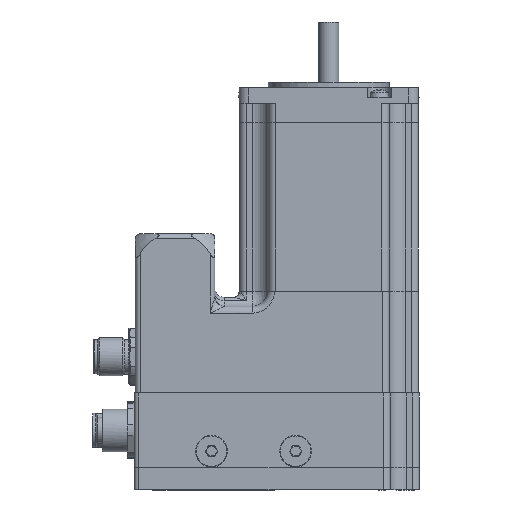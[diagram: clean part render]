
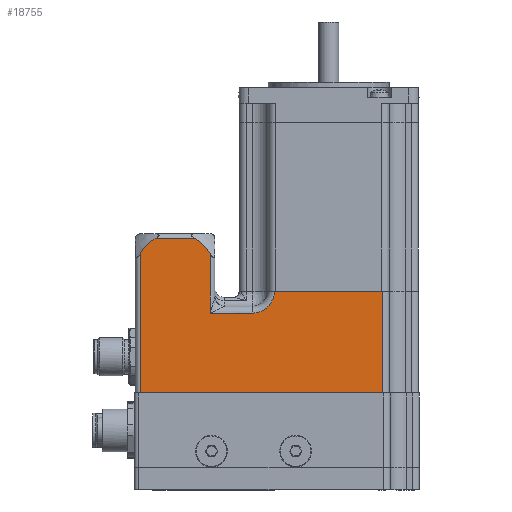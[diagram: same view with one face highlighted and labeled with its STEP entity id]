
A CAD part, left-side view. The second image highlights one B-rep face of the part: STEP entity #18755.
In plain terms, the highlighted planar face has unit normal (-1, 0, 0).
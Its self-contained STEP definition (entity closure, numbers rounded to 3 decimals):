
#915=LINE('',#29247,#2324);
#916=LINE('',#29272,#2325);
#917=LINE('',#29324,#2326);
#926=LINE('',#29651,#2335);
#935=LINE('',#29674,#2344);
#936=LINE('',#29676,#2345);
#937=LINE('',#29678,#2346);
#2324=VECTOR('',#23087,43.809);
#2325=VECTOR('',#23094,12.619);
#2326=VECTOR('',#23101,18.726);
#2335=VECTOR('',#23154,13.3);
#2344=VECTOR('',#23173,76.1);
#2345=VECTOR('',#23174,32.);
#2346=VECTOR('',#23175,33.883);
#4018=FACE_OUTER_BOUND('',#4992,.T.);
#4992=EDGE_LOOP('',(#13274,#13275,#13276,#13277,#13278,#13279,#13280,#13281,
#13282,#13283));
#6061=CIRCLE('',#20100,12.);
#6062=CIRCLE('',#20103,12.);
#6076=CIRCLE('',#20132,6.917);
#7441=VERTEX_POINT('',#29227);
#7442=VERTEX_POINT('',#29245);
#7443=VERTEX_POINT('',#29249);
#7444=VERTEX_POINT('',#29271);
#7445=VERTEX_POINT('',#29293);
#7446=VERTEX_POINT('',#29313);
#7462=VERTEX_POINT('',#29650);
#7471=VERTEX_POINT('',#29673);
#7472=VERTEX_POINT('',#29675);
#7473=VERTEX_POINT('',#29677);
#9680=EDGE_CURVE('',#7442,#7441,#915,.T.);
#9682=EDGE_CURVE('',#7441,#7443,#6061,.T.);
#9683=EDGE_CURVE('',#7443,#7444,#916,.T.);
#9686=EDGE_CURVE('',#7444,#7445,#6062,.T.);
#9688=EDGE_CURVE('',#7445,#7446,#917,.T.);
#9717=EDGE_CURVE('',#7446,#7462,#926,.T.);
#9728=EDGE_CURVE('',#7471,#7442,#935,.T.);
#9729=EDGE_CURVE('',#7472,#7471,#936,.T.);
#9730=EDGE_CURVE('',#7473,#7472,#937,.T.);
#9731=EDGE_CURVE('',#7462,#7473,#6076,.T.);
#13274=ORIENTED_EDGE('',*,*,#9688,.F.);
#13275=ORIENTED_EDGE('',*,*,#9686,.F.);
#13276=ORIENTED_EDGE('',*,*,#9683,.F.);
#13277=ORIENTED_EDGE('',*,*,#9682,.F.);
#13278=ORIENTED_EDGE('',*,*,#9680,.F.);
#13279=ORIENTED_EDGE('',*,*,#9728,.F.);
#13280=ORIENTED_EDGE('',*,*,#9729,.F.);
#13281=ORIENTED_EDGE('',*,*,#9730,.F.);
#13282=ORIENTED_EDGE('',*,*,#9731,.F.);
#13283=ORIENTED_EDGE('',*,*,#9717,.F.);
#17224=PLANE('',#20131);
#18755=ADVANCED_FACE('',(#4018),#17224,.T.);
#20100=AXIS2_PLACEMENT_3D('',#29269,#23090,#23091);
#20103=AXIS2_PLACEMENT_3D('',#29311,#23097,#23098);
#20131=AXIS2_PLACEMENT_3D('',#29672,#23171,#23172);
#20132=AXIS2_PLACEMENT_3D('',#29679,#23176,#23177);
#23087=DIRECTION('',(0.,0.,1.));
#23090=DIRECTION('center_axis',(1.,0.,0.));
#23091=DIRECTION('ref_axis',(0.,1.,0.));
#23094=DIRECTION('',(0.,-1.,0.));
#23097=DIRECTION('center_axis',(1.,0.,0.));
#23098=DIRECTION('ref_axis',(0.,1.,0.));
#23101=DIRECTION('',(0.,0.,-1.));
#23154=DIRECTION('',(0.,-1.,0.));
#23171=DIRECTION('center_axis',(-1.,0.,0.));
#23172=DIRECTION('ref_axis',(0.,1.,0.));
#23173=DIRECTION('',(0.,1.,0.));
#23174=DIRECTION('',(0.,0.,-1.));
#23175=DIRECTION('',(0.,-1.,0.));
#23176=DIRECTION('center_axis',(-1.,0.,0.));
#23177=DIRECTION('ref_axis',(0.,-0.707,-0.707));
#29227=CARTESIAN_POINT('',(-28.2,59.3,-47.491));
#29245=CARTESIAN_POINT('',(-28.2,59.3,-91.3));
#29247=CARTESIAN_POINT('',(-28.2,59.3,-91.3));
#29249=CARTESIAN_POINT('',(-28.2,54.609,-42.8));
#29269=CARTESIAN_POINT('Origin',(-28.2,48.8,-53.3));
#29271=CARTESIAN_POINT('',(-28.2,41.991,-42.8));
#29272=CARTESIAN_POINT('',(-28.2,54.609,-42.8));
#29293=CARTESIAN_POINT('',(-28.2,37.3,-47.491));
#29311=CARTESIAN_POINT('Origin',(-28.2,47.8,-53.3));
#29313=CARTESIAN_POINT('',(-28.2,37.3,-66.217));
#29324=CARTESIAN_POINT('',(-28.2,37.3,-47.491));
#29650=CARTESIAN_POINT('',(-28.2,24.,-66.217));
#29651=CARTESIAN_POINT('',(-28.2,37.3,-66.217));
#29672=CARTESIAN_POINT('Origin',(-28.2,-19.,-59.3));
#29673=CARTESIAN_POINT('',(-28.2,-16.8,-91.3));
#29674=CARTESIAN_POINT('',(-28.2,-16.8,-91.3));
#29675=CARTESIAN_POINT('',(-28.2,-16.8,-59.3));
#29676=CARTESIAN_POINT('',(-28.2,-16.8,-59.3));
#29677=CARTESIAN_POINT('',(-28.2,17.083,-59.3));
#29678=CARTESIAN_POINT('',(-28.2,17.083,-59.3));
#29679=CARTESIAN_POINT('Origin',(-28.2,24.,-59.3));
